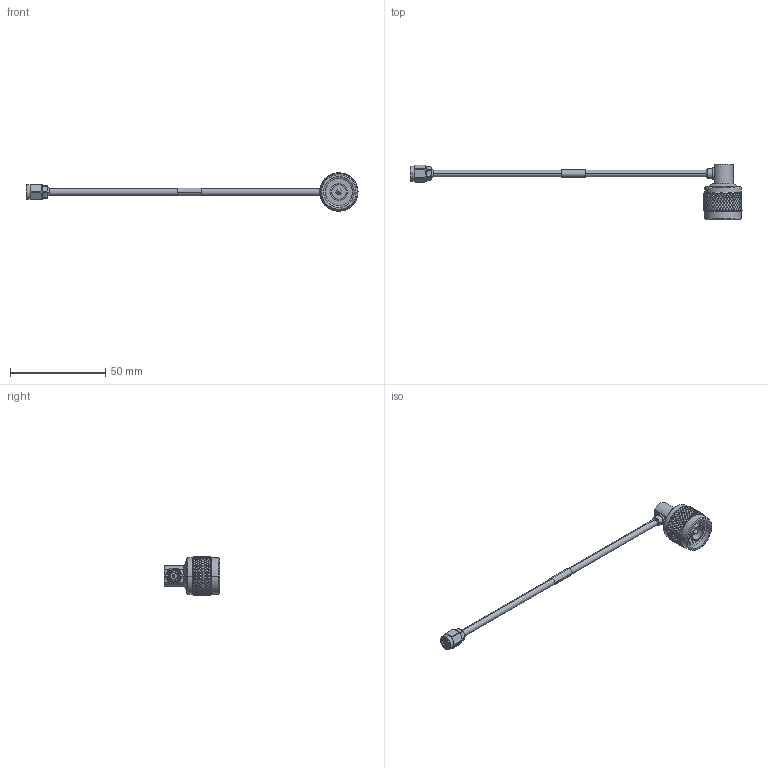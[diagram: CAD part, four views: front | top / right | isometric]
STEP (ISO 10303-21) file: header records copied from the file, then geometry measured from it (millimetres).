
FILE_DESCRIPTION (( 'STEP AP214' ), '1' );
FILE_NAME ('LCCA30408.step', '2020-05-01T17:32:46', ( '' ), ( '' ), 'SwSTEP 2.0', 'SolidWorks 2018', '' );
FILE_SCHEMA (( 'AUTOMOTIVE_DESIGN' ));
Length unit declared in the file: inch
Products named in the file (7): LC141TB (141 FORMABLE); LCCN3053; LCCN3043; 1AW01-003_.152 ID; LCCA30408; solder plug left^LCCA30408; solder plug right^LCCA30408
Assembly tree (6 placements, depth 2):
  LCCA30408
    LC141TB (141 FORMABLE)
    LCCN3043
    solder plug left^LCCA30408
    1AW01-003_.152 ID
    LCCN3053
    solder plug right^LCCA30408
Bounding box: 174.18 x 29.15 x 20.07 mm (x, y, z)
Volume: 5656.4 mm3; surface area: 7221.5 mm2
Topology: 6 solids, 6 shells, 2393 faces, 4858 edges, 2490 vertices
Faces by surface type: bspline 1603, cylinder 470, cone 272, plane 38, sphere 6, torus 4
Entity records: 88653 total; most frequent: CARTESIAN_POINT 56001, ORIENTED_EDGE 9716, EDGE_CURVE 4858, DIRECTION 2710, VERTEX_POINT 2490, EDGE_LOOP 2412, FACE_OUTER_BOUND 2393, ADVANCED_FACE 2393
